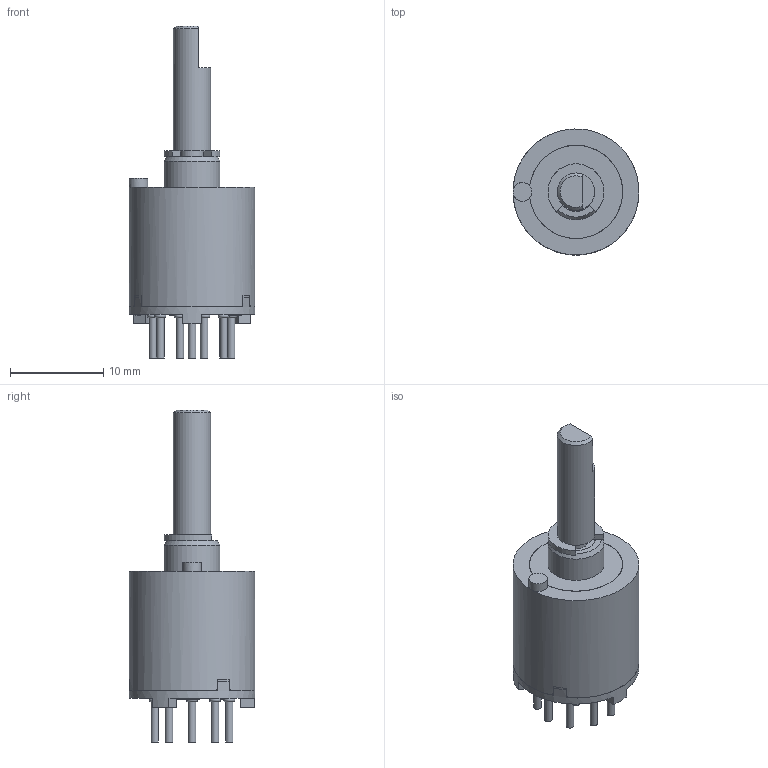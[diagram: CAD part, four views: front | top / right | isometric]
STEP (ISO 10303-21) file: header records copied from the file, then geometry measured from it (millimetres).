
FILE_DESCRIPTION (( 'STEP AP203' ), '1' );
FILE_NAME ('1Ó áåç ðó÷êè.STEP', '2020-01-15T05:44:53', ( '' ), ( '' ), 'SwSTEP 2.0', 'SolidWorks 2017', '' );
FILE_SCHEMA (( 'CONFIG_CONTROL_DESIGN' ));
Length unit declared in the file: millimetre
Products named in the file (42): ÌÔ 7.721.001 Ðîëèê êîíòàêòíûé; 淘 7.732.016 暑眚嚓騙牔ぅ氅; ÔÈÌÄ.685113.006 Ïëàòà ñ êîíòàêòàìè; ﾘ瑩韭 2G10 +5 ﾃﾎﾑﾒ 3722-2014; Ïðåññ-ìàòåðèàë ÄÑÂ-2-0 ÃÎÑÒ 17478-915; ÔÈÌÄ.301111.009 Êîðïóñ1_„«ï á¡®àª¨; ÌÔ 6.672.002 Ïëàòà ñ êîíòàêòàìè; 1Ó áåç ðó÷êè; ÌÔ 7.814.000 Ïëàòà; ÔÈÌÄ.754175.002 Êîëüöî óïëîòíèòåëüíîå1_¤«ï á¡®àª¨; 釔 8.362.003 婰膲僗闉; ÌÔ 8.383.012 Ïðóæèíà1_‘¦ â ï; ﾔﾈﾌﾄ.715313.006 ﾂ琿; 杬 8.362.006 婰膲僗闉; ÔÈÌÄ.713121.005 Âòóëêà1_¤«ï á¡®àª¨; Ïðåññ-ìàòåðèàë ÄÑÂ-2-Ë ÃÎÑÒ 17478-915; ÔÈÌÄ.685121.011 Âàë ñ ðîòîðîì1_”ˆŒ„.685121.011; 匀棠.303659.006 隅咫 翳犟圉梃1_攬寗.303659.006; ÌÔ 8.389.000 Ïðóæèíà_¤«ï á¡®àª¨; 淘 8.245.000 暑朦鲱_寯 8.245.000-09; ÔÈÌÄ.301111.008 Êîðïóñ â ñáîðå1 
Assembly tree (35 placements, depth 5):
  ÌÔ 7.721.001 Ðîëèê êîíòàêòíûé
  ﾘ瑩韭 2G10 +5 ﾃﾎﾑﾒ 3722-2014
  1Ó áåç ðó÷êè
    匀棠.303659.006 隅咫 翳犟圉梃1_攬寗.303659.006
      ÔÈÌÄ.301111.008 Êîðïóñ â ñáîðå1 
        ÔÈÌÄ.301111.009 Êîðïóñ1_„«ï á¡®àª¨
          ÔÈÌÄ.713121.005 Âòóëêà1_¤«ï á¡®àª¨
          Ïðåññ-ìàòåðèàë ÄÑÂ-2-Ë ÃÎÑÒ 17478-915
      ÔÈÌÄ.685121.011 Âàë ñ ðîòîðîì1_”ˆŒ„.685121.011
        ﾔﾈﾌﾄ.715313.006 ﾂ琿
        Ïðåññ-ìàòåðèàë ÄÑÂ-2-0 ÃÎÑÒ 17478-915
      淘 8.245.000 暑朦鲱_寯 8.245.000-09
      ÔÈÌÄ.754175.002 Êîëüöî óïëîòíèòåëüíîå1_¤«ï á¡®àª¨
    ÌÔ 6.672.002 Ïëàòà ñ êîíòàêòàìè
      ÌÔ 7.814.000 Ïëàòà
      淘 7.732.016 暑眚嚓騙牔ぅ氅
      淘 7.732.016 暑眚嚓騙牔ぅ氅
      淘 7.732.016 暑眚嚓騙牔ぅ氅
      淘 7.732.016 暑眚嚓騙牔ぅ氅
      淘 7.732.016 暑眚嚓騙牔ぅ氅
      淘 7.732.016 暑眚嚓騙牔ぅ氅
      淘 7.732.016 暑眚嚓騙牔ぅ氅
      淘 7.732.016 暑眚嚓騙牔ぅ氅
      淘 7.732.016 暑眚嚓騙牔ぅ氅
      淘 7.732.016 暑眚嚓騙牔ぅ氅
      淘 7.732.016 暑眚嚓騙牔ぅ氅
    ÌÔ 8.389.000 Ïðóæèíà_¤«ï á¡®àª¨
    ÔÈÌÄ.685113.006 Ïëàòà ñ êîíòàêòàìè
      淘 7.732.016 暑眚嚓騙牔ぅ氅
      淘 7.732.016 暑眚嚓騙牔ぅ氅
      淘 7.732.016 暑眚嚓騙牔ぅ氅
      淘 7.732.016 暑眚嚓騙牔ぅ氅
      淘 7.732.016 暑眚嚓騙牔ぅ氅
      淘 7.732.016 暑眚嚓騙牔ぅ氅
      淘 7.732.016 暑眚嚓騙牔ぅ氅
      淘 7.732.016 暑眚嚓騙牔ぅ氅
      淘 7.732.016 暑眚嚓騙牔ぅ氅
      淘 7.732.016 暑眚嚓騙牔ぅ氅
  釔 8.362.003 婰膲僗闉
  ÌÔ 8.383.012 Ïðóæèíà1_‘¦ â ï
Bounding box: 13.5 x 13.5 x 35.6 mm (x, y, z)
Volume: 1201 mm3; surface area: 2932.6 mm2
Topology: 29 solids, 29 shells, 282 faces, 629 edges, 413 vertices
Faces by surface type: plane 140, cylinder 89, torus 27, bspline 23, cone 3
Full cylindrical faces by diameter (mm): 0.8 x53, 2 x1, 2.45 x2, 2.5 x1, 4 x5, 6 x1, 10 x2, 11.4 x1, 11.6 x2, 12 x1, 13.5 x2
Entity records: 12612 total; most frequent: CARTESIAN_POINT 2673, DIRECTION 1228, ORIENTED_EDGE 962, AXIS2_PLACEMENT_3D 512, EDGE_CURVE 481, EDGE_LOOP 416, FACE_OUTER_BOUND 376, PERSON_AND_ORGANIZATION 371
